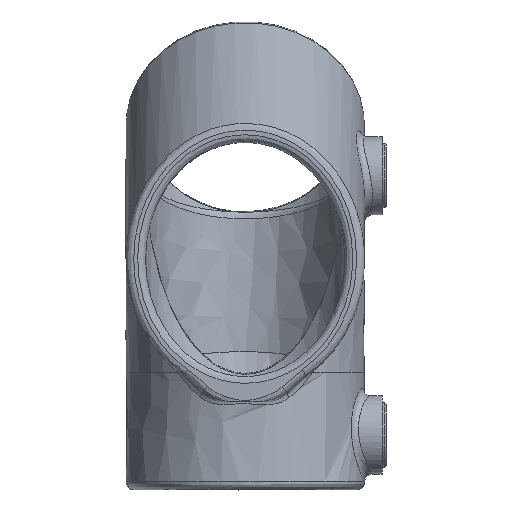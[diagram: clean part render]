
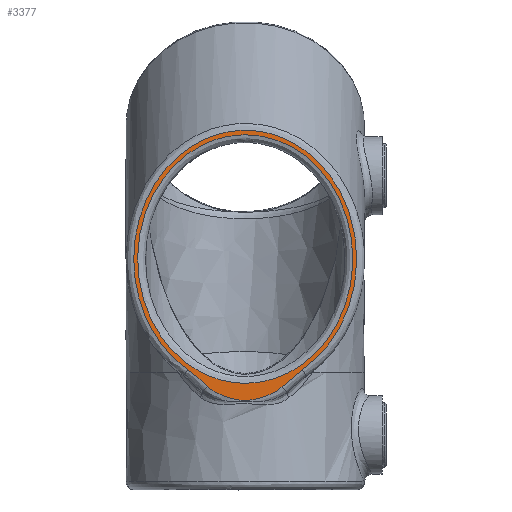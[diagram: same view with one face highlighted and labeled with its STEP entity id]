
A CAD part, top view. The second image highlights one B-rep face of the part: STEP entity #3377.
In plain terms, the highlighted planar face has unit normal (0, 0, 1).
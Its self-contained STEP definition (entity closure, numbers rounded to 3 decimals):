
#15 = CARTESIAN_POINT ( 'NONE',  ( -32.016, 0., 0. ) ) ;
#54 = CARTESIAN_POINT ( 'NONE',  ( 2.022, 22.991, 0. ) ) ;
#104 = CARTESIAN_POINT ( 'NONE',  ( -9.03, 25.811, 0. ) ) ;
#158 = CARTESIAN_POINT ( 'NONE',  ( 9.415, 26.284, 0. ) ) ;
#239 = ORIENTED_EDGE ( 'NONE', *, *, #2363, .T. ) ;
#648 = B_SPLINE_CURVE_WITH_KNOTS ( 'NONE', 3,
 ( #4320, #7975, #5043, #2209, #3629, #5803 ),
 .UNSPECIFIED., .F., .F.,
 ( 4, 2, 4 ),
 ( 0., 0.003, 0.007 ),
 .UNSPECIFIED. ) ;
#769 = CARTESIAN_POINT ( 'NONE',  ( -3.557, 23.268, 0. ) ) ;
#813 =( BOUNDED_CURVE ( )  B_SPLINE_CURVE ( 3, ( #1152, #6948, #7016, #3452, #1932, #8419, #5544 ),
 .UNSPECIFIED., .T., .T. ) 
 B_SPLINE_CURVE_WITH_KNOTS ( ( 4, 3, 4 ),
 ( 0., 3.142, 6.283 ),
 .UNSPECIFIED. ) 
 CURVE ( )  GEOMETRIC_REPRESENTATION_ITEM ( )  RATIONAL_B_SPLINE_CURVE ( ( 1., 0.333, 0.333, 1., 0.333, 0.333, 1. ) ) 
 REPRESENTATION_ITEM ( '' )  );
#822 = CARTESIAN_POINT ( 'NONE',  ( 4.111, 23.479, 0. ) ) ;
#851 = CARTESIAN_POINT ( 'NONE',  ( 9.096, 25.987, 0. ) ) ;
#1020 = VERTEX_POINT ( 'NONE', #9006 ) ;
#1128 = CARTESIAN_POINT ( 'NONE',  ( -11.271, 27.908, 0. ) ) ;
#1152 = CARTESIAN_POINT ( 'NONE',  ( 0., 90.691, 0. ) ) ;
#1181 = EDGE_CURVE ( 'NONE', #5051, #1020, #8833, .T. ) ;
#1299 = CARTESIAN_POINT ( 'NONE',  ( 45.402, 51.794, 0. ) ) ;
#1365 = CARTESIAN_POINT ( 'NONE',  ( 0.06, 91.845, 0. ) ) ;
#1437 = CARTESIAN_POINT ( 'NONE',  ( -45.428, 52.016, 0. ) ) ;
#1502 = CARTESIAN_POINT ( 'NONE',  ( -1.86, 22.909, 0. ) ) ;
#1587 = CARTESIAN_POINT ( 'NONE',  ( 8.75, 25.721, 0. ) ) ;
#1620 = CARTESIAN_POINT ( 'NONE',  ( -9.37, 26.078, 0. ) ) ;
#1731 = VERTEX_POINT ( 'NONE', #1751 ) ;
#1751 = CARTESIAN_POINT ( 'NONE',  ( 0., 90.691, 0. ) ) ;
#1820 = EDGE_LOOP ( 'NONE', ( #8628, #3083, #2377, #239 ) ) ;
#1836 = CARTESIAN_POINT ( 'NONE',  ( -12.497, 29.008, 0. ) ) ;
#1932 = CARTESIAN_POINT ( 'NONE',  ( -55., 27.182, 0. ) ) ;
#1967 = FACE_BOUND ( 'NONE', #5158, .T. ) ;
#2071 = VERTEX_POINT ( 'NONE', #3065 ) ;
#2209 = CARTESIAN_POINT ( 'NONE',  ( 12.754, 29.289, 0. ) ) ;
#2248 = CARTESIAN_POINT ( 'NONE',  ( 1.598, 22.921, 0. ) ) ;
#2278 = CARTESIAN_POINT ( 'NONE',  ( -5.616, 23.955, 0. ) ) ;
#2309 = CARTESIAN_POINT ( 'NONE',  ( -8.323, 25.316, 0. ) ) ;
#2363 = EDGE_CURVE ( 'NONE', #2071, #5051, #648, .T. ) ;
#2372 = CARTESIAN_POINT ( 'NONE',  ( 0.743, 22.819, 0. ) ) ;
#2377 = ORIENTED_EDGE ( 'NONE', *, *, #5021, .T. ) ;
#2545 = CARTESIAN_POINT ( 'NONE',  ( -9.686, 26.382, 0. ) ) ;
#2703 = CARTESIAN_POINT ( 'NONE',  ( 14.552, 30.64, 0. ) ) ;
#3025 = CARTESIAN_POINT ( 'NONE',  ( -6.807, 24.473, 0. ) ) ;
#3065 = CARTESIAN_POINT ( 'NONE',  ( 9.415, 26.284, 0. ) ) ;
#3083 = ORIENTED_EDGE ( 'NONE', *, *, #8213, .T. ) ;
#3377 = ADVANCED_FACE ( 'NONE', ( #5819, #1967 ), #5188, .F. ) ;
#3404 = VERTEX_POINT ( 'NONE', #6535 ) ;
#3452 = CARTESIAN_POINT ( 'NONE',  ( 0., 27.182, 0. ) ) ;
#3629 = CARTESIAN_POINT ( 'NONE',  ( 13.621, 30.002, 0. ) ) ;
#3726 = CARTESIAN_POINT ( 'NONE',  ( 0.309, 22.788, 0. ) ) ;
#3744 = CARTESIAN_POINT ( 'NONE',  ( 14.552, 30.64, 0. ) ) ;
#3754 = CARTESIAN_POINT ( 'NONE',  ( -7.198, 24.668, 0. ) ) ;
#4320 = CARTESIAN_POINT ( 'NONE',  ( 9.415, 26.284, 0. ) ) ;
#4478 = CARTESIAN_POINT ( 'NONE',  ( 7.667, 25.013, 0. ) ) ;
#5021 = EDGE_CURVE ( 'NONE', #3404, #2071, #7081, .T. ) ;
#5043 = CARTESIAN_POINT ( 'NONE',  ( 11.062, 27.813, 0. ) ) ;
#5051 = VERTEX_POINT ( 'NONE', #3744 ) ;
#5083 = CARTESIAN_POINT ( 'NONE',  ( 35.94, 91.758, 0. ) ) ;
#5158 = EDGE_LOOP ( 'NONE', ( #6376 ) ) ;
#5163 = CARTESIAN_POINT ( 'NONE',  ( 3.283, 23.249, 0. ) ) ;
#5188 = PLANE ( 'NONE',  #5362 ) ;
#5192 = CARTESIAN_POINT ( 'NONE',  ( -0.995, 22.788, 0. ) ) ;
#5362 = AXIS2_PLACEMENT_3D ( 'NONE', #15, #5889, #6624 ) ;
#5462 = CARTESIAN_POINT ( 'NONE',  ( -12.912, 29.368, 0. ) ) ;
#5490 = CARTESIAN_POINT ( 'NONE',  ( -13.764, 30.062, 0. ) ) ;
#5544 = CARTESIAN_POINT ( 'NONE',  ( 0., 90.691, 0. ) ) ;
#5777 = CARTESIAN_POINT ( 'NONE',  ( -35.819, 91.933, 0. ) ) ;
#5803 = CARTESIAN_POINT ( 'NONE',  ( 14.552, 30.64, 0. ) ) ;
#5819 = FACE_OUTER_BOUND ( 'NONE', #1820, .T. ) ;
#5889 = DIRECTION ( 'NONE',  ( 0., 0., -1. ) ) ;
#5895 = CARTESIAN_POINT ( 'NONE',  ( 5.743, 24.056, 0. ) ) ;
#6376 = ORIENTED_EDGE ( 'NONE', *, *, #7263, .T. ) ;
#6535 = CARTESIAN_POINT ( 'NONE',  ( -9.686, 26.382, 0. ) ) ;
#6624 = DIRECTION ( 'NONE',  ( -1., 0., 0. ) ) ;
#6682 = CARTESIAN_POINT ( 'NONE',  ( -7.955, 25.089, 0. ) ) ;
#6948 = CARTESIAN_POINT ( 'NONE',  ( 55., 90.691, 0. ) ) ;
#7016 = CARTESIAN_POINT ( 'NONE',  ( 55., 27.182, 0. ) ) ;
#7081 = B_SPLINE_CURVE_WITH_KNOTS ( 'NONE', 3,
 ( #8039, #1620, #104, #2309, #6682, #3754, #3025, #8756, #2278, #7346, #769, #1502, #5192, #3726, #2372, #2248, #54, #5163, #822, #5895, #8781, #4478, #7289, #1587, #851, #158 ),
 .UNSPECIFIED., .F., .F.,
 ( 4, 2, 2, 2, 2, 2, 2, 2, 2, 2, 2, 2, 4 ),
 ( 0., 0.001, 0.003, 0.004, 0.005, 0.008, 0.01, 0.012, 0.013, 0.016, 0.018, 0.019, 0.021 ),
 .UNSPECIFIED. ) ;
#7263 = EDGE_CURVE ( 'NONE', #1731, #1731, #813, .T. ) ;
#7289 = CARTESIAN_POINT ( 'NONE',  ( 8.035, 25.234, 0. ) ) ;
#7330 = B_SPLINE_CURVE_WITH_KNOTS ( 'NONE', 3,
 ( #9021, #8432, #5490, #5462, #1836, #1128, #9154, #2545 ),
 .UNSPECIFIED., .F., .F.,
 ( 4, 2, 2, 4 ),
 ( 0., 0.002, 0.003, 0.007 ),
 .UNSPECIFIED. ) ;
#7346 = CARTESIAN_POINT ( 'NONE',  ( -4.395, 23.51, 0. ) ) ;
#7975 = CARTESIAN_POINT ( 'NONE',  ( 10.239, 27.048, 0. ) ) ;
#8039 = CARTESIAN_POINT ( 'NONE',  ( -9.686, 26.382, 0. ) ) ;
#8213 = EDGE_CURVE ( 'NONE', #1020, #3404, #7330, .T. ) ;
#8419 = CARTESIAN_POINT ( 'NONE',  ( -55., 90.691, 0. ) ) ;
#8432 = CARTESIAN_POINT ( 'NONE',  ( -14.201, 30.397, 0. ) ) ;
#8628 = ORIENTED_EDGE ( 'NONE', *, *, #1181, .T. ) ;
#8756 = CARTESIAN_POINT ( 'NONE',  ( -6.017, 24.117, 0. ) ) ;
#8781 = CARTESIAN_POINT ( 'NONE',  ( 6.534, 24.399, 0. ) ) ;
#8833 =( BOUNDED_CURVE ( )  B_SPLINE_CURVE ( 3, ( #2703, #1299, #5083, #1365, #5777, #1437, #9330 ),
 .UNSPECIFIED., .F., .T. ) 
 B_SPLINE_CURVE_WITH_KNOTS ( ( 4, 3, 4 ),
 ( 3.677, 6.281, 8.885 ),
 .UNSPECIFIED. ) 
 CURVE ( )  GEOMETRIC_REPRESENTATION_ITEM ( )  RATIONAL_B_SPLINE_CURVE ( ( 1., 0.511, 0.511, 1., 0.511, 0.511, 1. ) ) 
 REPRESENTATION_ITEM ( '' )  );
#9006 = CARTESIAN_POINT ( 'NONE',  ( -14.655, 30.712, 0. ) ) ;
#9021 = CARTESIAN_POINT ( 'NONE',  ( -14.655, 30.712, 0. ) ) ;
#9154 = CARTESIAN_POINT ( 'NONE',  ( -10.478, 27.145, 0. ) ) ;
#9330 = CARTESIAN_POINT ( 'NONE',  ( -14.655, 30.712, 0. ) ) ;
